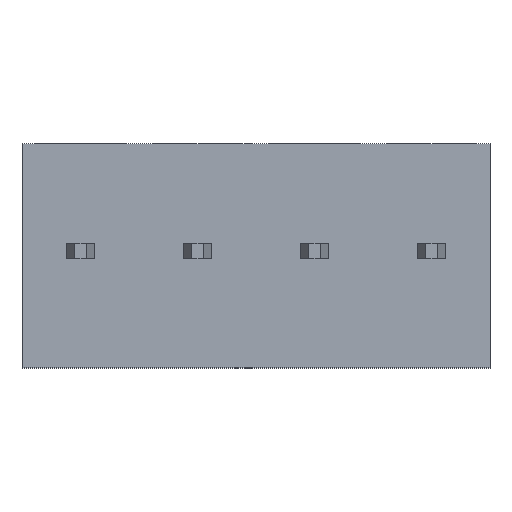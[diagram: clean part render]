
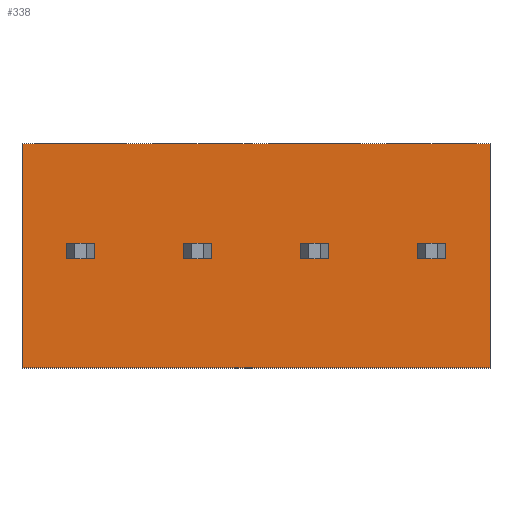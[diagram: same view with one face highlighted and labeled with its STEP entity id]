
A CAD part, top view. The second image highlights one B-rep face of the part: STEP entity #338.
In plain terms, the highlighted planar face has unit normal (0, 0, 1).
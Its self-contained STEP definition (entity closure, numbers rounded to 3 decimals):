
#338 = ADVANCED_FACE( '', ( #739, #740, #741, #742, #743 ), #744, .F. );
#739 = FACE_BOUND( '', #1198, .T. );
#740 = FACE_BOUND( '', #1199, .T. );
#741 = FACE_OUTER_BOUND( '', #1200, .T. );
#742 = FACE_BOUND( '', #1201, .T. );
#743 = FACE_BOUND( '', #1202, .T. );
#744 = PLANE( '', #1203 );
#1198 = EDGE_LOOP( '', ( #2093, #2094, #2095, #2096 ) );
#1199 = EDGE_LOOP( '', ( #2097, #2098, #2099, #2100 ) );
#1200 = EDGE_LOOP( '', ( #2101, #2102, #2103, #2104 ) );
#1201 = EDGE_LOOP( '', ( #2105, #2106, #2107, #2108 ) );
#1202 = EDGE_LOOP( '', ( #2109, #2110, #2111, #2112 ) );
#1203 = AXIS2_PLACEMENT_3D( '', #2113, #2114, #2115 );
#2093 = ORIENTED_EDGE( '', *, *, #2839, .F. );
#2094 = ORIENTED_EDGE( '', *, *, #2790, .F. );
#2095 = ORIENTED_EDGE( '', *, *, #2511, .T. );
#2096 = ORIENTED_EDGE( '', *, *, #2801, .F. );
#2097 = ORIENTED_EDGE( '', *, *, #2755, .F. );
#2098 = ORIENTED_EDGE( '', *, *, #2709, .F. );
#2099 = ORIENTED_EDGE( '', *, *, #2615, .T. );
#2100 = ORIENTED_EDGE( '', *, *, #2840, .F. );
#2101 = ORIENTED_EDGE( '', *, *, #2501, .T. );
#2102 = ORIENTED_EDGE( '', *, *, #2519, .T. );
#2103 = ORIENTED_EDGE( '', *, *, #2736, .F. );
#2104 = ORIENTED_EDGE( '', *, *, #2841, .F. );
#2105 = ORIENTED_EDGE( '', *, *, #2692, .F. );
#2106 = ORIENTED_EDGE( '', *, *, #2547, .F. );
#2107 = ORIENTED_EDGE( '', *, *, #2715, .T. );
#2108 = ORIENTED_EDGE( '', *, *, #2842, .F. );
#2109 = ORIENTED_EDGE( '', *, *, #2624, .F. );
#2110 = ORIENTED_EDGE( '', *, *, #2530, .F. );
#2111 = ORIENTED_EDGE( '', *, *, #2843, .T. );
#2112 = ORIENTED_EDGE( '', *, *, #2844, .F. );
#2113 = CARTESIAN_POINT( '', ( 141.302, 139.734, 0. ) );
#2114 = DIRECTION( '', ( 0., 0., -1. ) );
#2115 = DIRECTION( '', ( -1., 0., 0. ) );
#2501 = EDGE_CURVE( '', #2933, #2937, #2939, .T. );
#2511 = EDGE_CURVE( '', #2955, #2956, #2957, .T. );
#2519 = EDGE_CURVE( '', #2937, #2969, #2970, .T. );
#2530 = EDGE_CURVE( '', #2987, #2990, #2991, .T. );
#2547 = EDGE_CURVE( '', #3018, #3021, #3022, .T. );
#2615 = EDGE_CURVE( '', #3131, #3132, #3133, .T. );
#2624 = EDGE_CURVE( '', #2990, #3146, #3147, .T. );
#2692 = EDGE_CURVE( '', #3021, #3255, #3256, .T. );
#2709 = EDGE_CURVE( '', #3131, #3279, #3280, .T. );
#2715 = EDGE_CURVE( '', #3018, #3289, #3290, .T. );
#2736 = EDGE_CURVE( '', #3320, #2969, #3323, .T. );
#2755 = EDGE_CURVE( '', #3279, #3350, #3351, .T. );
#2790 = EDGE_CURVE( '', #2955, #3398, #3399, .T. );
#2801 = EDGE_CURVE( '', #3409, #2956, #3411, .T. );
#2839 = EDGE_CURVE( '', #3398, #3409, #3458, .T. );
#2840 = EDGE_CURVE( '', #3350, #3132, #3459, .T. );
#2841 = EDGE_CURVE( '', #2933, #3320, #3460, .T. );
#2842 = EDGE_CURVE( '', #3255, #3289, #3461, .T. );
#2843 = EDGE_CURVE( '', #2987, #3462, #3463, .T. );
#2844 = EDGE_CURVE( '', #3146, #3462, #3464, .T. );
#2933 = VERTEX_POINT( '', #3571 );
#2937 = VERTEX_POINT( '', #3577 );
#2939 = LINE( '', #3580, #3581 );
#2955 = VERTEX_POINT( '', #3602 );
#2956 = VERTEX_POINT( '', #3603 );
#2957 = LINE( '', #3604, #3605 );
#2969 = VERTEX_POINT( '', #3620 );
#2970 = LINE( '', #3621, #3622 );
#2987 = VERTEX_POINT( '', #3645 );
#2990 = VERTEX_POINT( '', #3649 );
#2991 = LINE( '', #3650, #3651 );
#3018 = VERTEX_POINT( '', #3690 );
#3021 = VERTEX_POINT( '', #3694 );
#3022 = LINE( '', #3695, #3696 );
#3131 = VERTEX_POINT( '', #3843 );
#3132 = VERTEX_POINT( '', #3844 );
#3133 = LINE( '', #3845, #3846 );
#3146 = VERTEX_POINT( '', #3865 );
#3147 = LINE( '', #3866, #3867 );
#3255 = VERTEX_POINT( '', #4013 );
#3256 = LINE( '', #4014, #4015 );
#3279 = VERTEX_POINT( '', #4047 );
#3280 = LINE( '', #4048, #4049 );
#3289 = VERTEX_POINT( '', #4062 );
#3290 = LINE( '', #4063, #4064 );
#3320 = VERTEX_POINT( '', #4107 );
#3323 = LINE( '', #4111, #4112 );
#3350 = VERTEX_POINT( '', #4152 );
#3351 = LINE( '', #4153, #4154 );
#3398 = VERTEX_POINT( '', #4219 );
#3399 = LINE( '', #4220, #4221 );
#3409 = VERTEX_POINT( '', #4237 );
#3411 = LINE( '', #4240, #4241 );
#3458 = LINE( '', #4307, #4308 );
#3459 = LINE( '', #4309, #4310 );
#3460 = LINE( '', #4311, #4312 );
#3461 = LINE( '', #4313, #4314 );
#3462 = VERTEX_POINT( '', #4315 );
#3463 = LINE( '', #4316, #4317 );
#3464 = LINE( '', #4318, #4319 );
#3571 = CARTESIAN_POINT( '', ( 165.647, 132.434, 0. ) );
#3577 = CARTESIAN_POINT( '', ( 180.887, 132.434, 0. ) );
#3580 = CARTESIAN_POINT( '', ( 141.302, 132.434, 0. ) );
#3581 = VECTOR( '', #4439, 1000. );
#3602 = CARTESIAN_POINT( '', ( 171.812, 136.484, 0. ) );
#3603 = CARTESIAN_POINT( '', ( 171.812, 135.984, 0. ) );
#3604 = CARTESIAN_POINT( '', ( 171.812, 139.734, 0. ) );
#3605 = VECTOR( '', #4448, 1000. );
#3620 = CARTESIAN_POINT( '', ( 180.887, 139.734, 0. ) );
#3621 = CARTESIAN_POINT( '', ( 180.887, 139.734, 0. ) );
#3622 = VECTOR( '', #4458, 1000. );
#3645 = CARTESIAN_POINT( '', ( 168.002, 136.484, 0. ) );
#3649 = CARTESIAN_POINT( '', ( 167.102, 136.484, 0. ) );
#3650 = CARTESIAN_POINT( '', ( 141.302, 136.484, 0. ) );
#3651 = VECTOR( '', #4472, 1000. );
#3690 = CARTESIAN_POINT( '', ( 175.622, 136.484, 0. ) );
#3694 = CARTESIAN_POINT( '', ( 174.722, 136.484, 0. ) );
#3695 = CARTESIAN_POINT( '', ( 141.302, 136.484, 0. ) );
#3696 = VECTOR( '', #4486, 1000. );
#3843 = CARTESIAN_POINT( '', ( 179.432, 136.484, 0. ) );
#3844 = CARTESIAN_POINT( '', ( 179.432, 135.984, 0. ) );
#3845 = CARTESIAN_POINT( '', ( 179.432, 139.734, 0. ) );
#3846 = VECTOR( '', #4561, 1000. );
#3865 = CARTESIAN_POINT( '', ( 167.102, 135.984, 0. ) );
#3866 = CARTESIAN_POINT( '', ( 167.102, 139.734, 0. ) );
#3867 = VECTOR( '', #4568, 1000. );
#4013 = CARTESIAN_POINT( '', ( 174.722, 135.984, 0. ) );
#4014 = CARTESIAN_POINT( '', ( 174.722, 139.734, 0. ) );
#4015 = VECTOR( '', #4640, 1000. );
#4047 = CARTESIAN_POINT( '', ( 178.532, 136.484, 0. ) );
#4048 = CARTESIAN_POINT( '', ( 141.302, 136.484, 0. ) );
#4049 = VECTOR( '', #4656, 1000. );
#4062 = CARTESIAN_POINT( '', ( 175.622, 135.984, 0. ) );
#4063 = CARTESIAN_POINT( '', ( 175.622, 139.734, 0. ) );
#4064 = VECTOR( '', #4661, 1000. );
#4107 = CARTESIAN_POINT( '', ( 165.647, 139.734, 0. ) );
#4111 = CARTESIAN_POINT( '', ( 141.302, 139.734, 0. ) );
#4112 = VECTOR( '', #4679, 1000. );
#4152 = CARTESIAN_POINT( '', ( 178.532, 135.984, 0. ) );
#4153 = CARTESIAN_POINT( '', ( 178.532, 139.734, 0. ) );
#4154 = VECTOR( '', #4699, 1000. );
#4219 = CARTESIAN_POINT( '', ( 170.912, 136.484, 0. ) );
#4220 = CARTESIAN_POINT( '', ( 141.302, 136.484, 0. ) );
#4221 = VECTOR( '', #4733, 1000. );
#4237 = CARTESIAN_POINT( '', ( 170.912, 135.984, 0. ) );
#4240 = CARTESIAN_POINT( '', ( 141.302, 135.984, 0. ) );
#4241 = VECTOR( '', #4741, 1000. );
#4307 = CARTESIAN_POINT( '', ( 170.912, 139.734, 0. ) );
#4308 = VECTOR( '', #4773, 1000. );
#4309 = CARTESIAN_POINT( '', ( 141.302, 135.984, 0. ) );
#4310 = VECTOR( '', #4774, 1000. );
#4311 = CARTESIAN_POINT( '', ( 165.647, 139.734, 0. ) );
#4312 = VECTOR( '', #4775, 1000. );
#4313 = CARTESIAN_POINT( '', ( 141.302, 135.984, 0. ) );
#4314 = VECTOR( '', #4776, 1000. );
#4315 = CARTESIAN_POINT( '', ( 168.002, 135.984, 0. ) );
#4316 = CARTESIAN_POINT( '', ( 168.002, 139.734, 0. ) );
#4317 = VECTOR( '', #4777, 1000. );
#4318 = CARTESIAN_POINT( '', ( 141.302, 135.984, 0. ) );
#4319 = VECTOR( '', #4778, 1000. );
#4439 = DIRECTION( '', ( 1., 0., 0. ) );
#4448 = DIRECTION( '', ( 0., -1., 0. ) );
#4458 = DIRECTION( '', ( 0., 1., 0. ) );
#4472 = DIRECTION( '', ( -1., 0., 0. ) );
#4486 = DIRECTION( '', ( -1., 0., 0. ) );
#4561 = DIRECTION( '', ( 0., -1., 0. ) );
#4568 = DIRECTION( '', ( 0., -1., 0. ) );
#4640 = DIRECTION( '', ( 0., -1., 0. ) );
#4656 = DIRECTION( '', ( -1., 0., 0. ) );
#4661 = DIRECTION( '', ( 0., -1., 0. ) );
#4679 = DIRECTION( '', ( 1., 0., 0. ) );
#4699 = DIRECTION( '', ( 0., -1., 0. ) );
#4733 = DIRECTION( '', ( -1., 0., 0. ) );
#4741 = DIRECTION( '', ( 1., 0., 0. ) );
#4773 = DIRECTION( '', ( 0., -1., 0. ) );
#4774 = DIRECTION( '', ( 1., 0., 0. ) );
#4775 = DIRECTION( '', ( 0., 1., 0. ) );
#4776 = DIRECTION( '', ( 1., 0., 0. ) );
#4777 = DIRECTION( '', ( 0., -1., 0. ) );
#4778 = DIRECTION( '', ( 1., 0., 0. ) );
